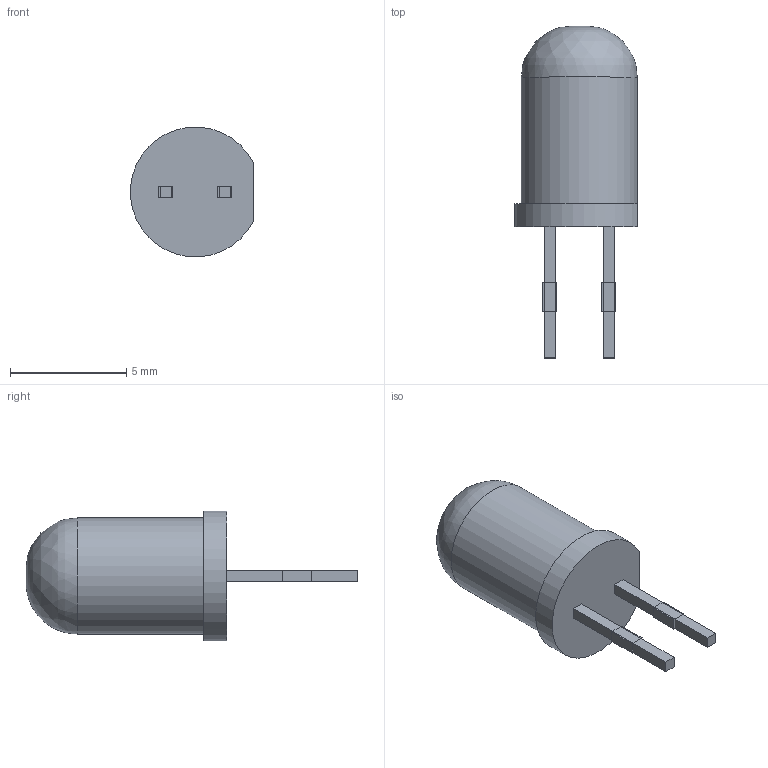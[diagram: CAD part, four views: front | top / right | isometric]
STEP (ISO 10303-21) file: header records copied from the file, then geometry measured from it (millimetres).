
FILE_DESCRIPTION(/* description */ (''),/* implementation_level */ '2;1');
FILE_NAME(/* name */ 'LED 5mm Red.step',/* time_stamp */ '2019-02-10T05:40:18+11:00',/* author */ ('austfox'),/* organization */ (''),/* preprocessor_version */ 'ST-DEVELOPER v17.2',/* originating_system */ 'Autodesk Translation Framework v7.6.0.251',/* authorisation */ '');
FILE_SCHEMA (('AUTOMOTIVE_DESIGN { 1 0 10303 214 3 1 1 }'));
Length unit declared in the file: millimetre
Products named in the file (1): LED 5mm Red
Bounding box: 5.29 x 14.3 x 5.59 mm (x, y, z)
Volume: 164.8 mm3; surface area: 199.2 mm2
Topology: 5 solids, 5 shells, 31 faces, 64 edges, 43 vertices
Faces by surface type: plane 28, cylinder 2, bspline 1
Full cylindrical faces by diameter (mm): 5 x1
Entity records: 874 total; most frequent: CARTESIAN_POINT 165, DIRECTION 136, ORIENTED_EDGE 128, EDGE_CURVE 64, LINE 54, VECTOR 54, VERTEX_POINT 43, AXIS2_PLACEMENT_3D 41
